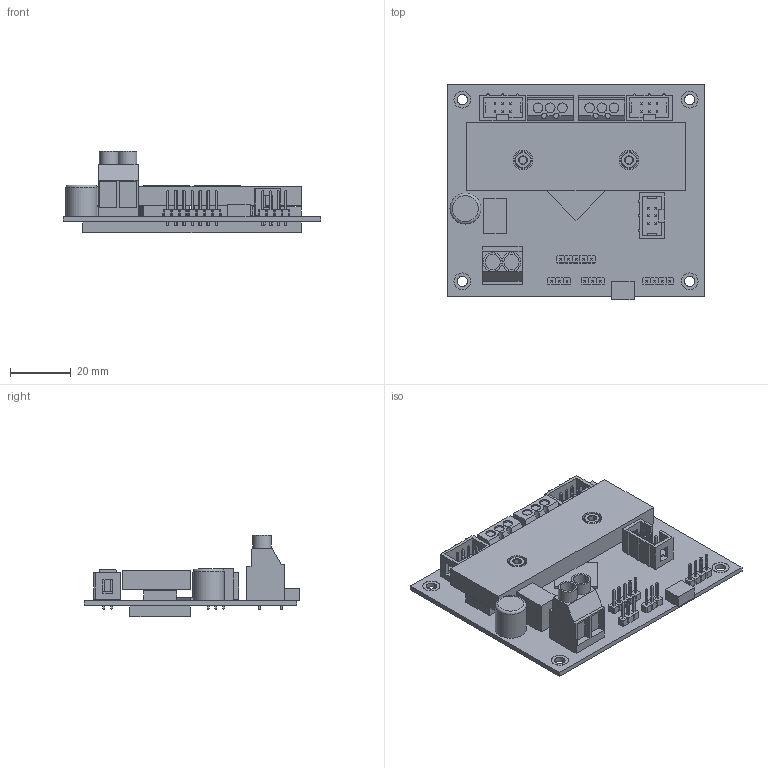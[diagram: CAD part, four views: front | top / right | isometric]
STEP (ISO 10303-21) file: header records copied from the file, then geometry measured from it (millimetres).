
FILE_DESCRIPTION(/* description */ (''),/* implementation_level */ '2;1');
FILE_NAME(/* name */ 'NearZero-NZ1.stp',/* time_stamp */ '2020-06-22T22:19:36-04:00',/* author */ ('Justine Haupt'),/* organization */ (''),/* preprocessor_version */ 'ST-DEVELOPER v15.6',/* originating_system */ 'Autodesk Inventor 2015',/* authorisation */ '');
FILE_SCHEMA (('AUTOMOTIVE_DESIGN { 1 0 10303 214 3 1 1 }'));
Products named in the file (10): PCB; NZBackingBar_NZ1BB; NZHeatsink_NZ1HS; 3M15451-ND; M3x12SocketHeadScrew_91292A114; PinHeader_p1in; 3PinHeader_p1in; 4PinHeader_p1in; 5PinHeader_p1in; NearZero-NZ1
Bounding box: 85 x 71 x 26.79 mm (x, y, z)
Volume: 34374.6 mm3; surface area: 29058 mm2
Topology: 23 solids, 23 shells, 1111 faces, 2565 edges, 1611 vertices
Faces by surface type: plane 1030, cylinder 56, cone 20, bspline 4, torus 1
Full cylindrical faces by diameter (mm): 1.8 x4, 2.459 x2, 3 x6, 3.2 x6, 3.4 x8, 5 x2, 5.5 x2, 5.6 x8, 6.2 x2, 6.5 x2, 10.2 x1
Entity records: 15315 total; most frequent: CARTESIAN_POINT 6215, DIRECTION 1760, ORIENTED_EDGE 1658, EDGE_CURVE 828, LINE 706, VECTOR 706, VERTEX_POINT 554, AXIS2_PLACEMENT_3D 527
